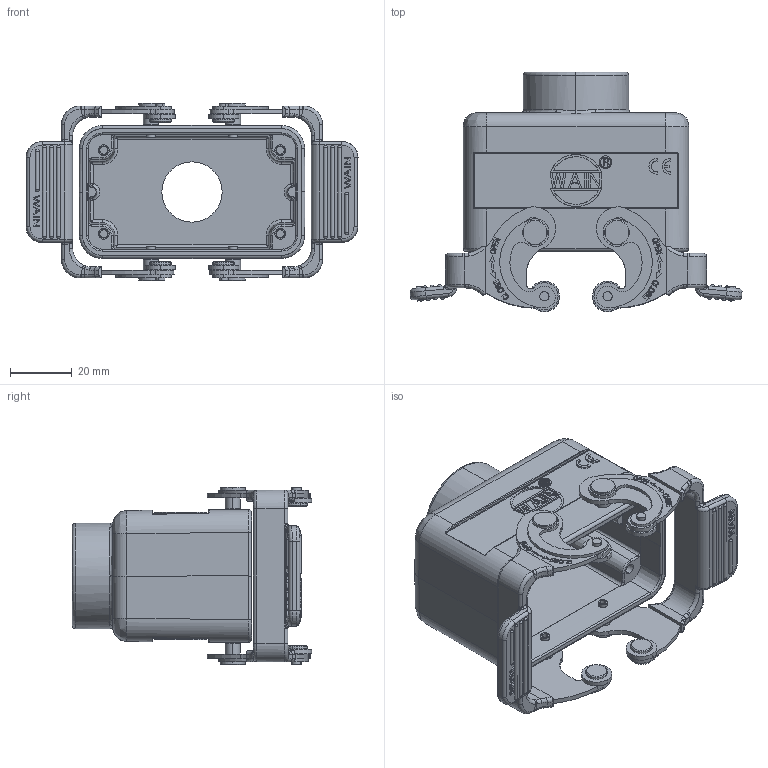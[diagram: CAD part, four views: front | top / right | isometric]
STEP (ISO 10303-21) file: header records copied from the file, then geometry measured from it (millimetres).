
FILE_DESCRIPTION(/* description */ (''),/* implementation_level */ '2;1');
FILE_NAME(/* name */ '3D_1240104411010_HV10B-TE-2L_SC-PG16_V1.1.stp',/* time_stamp */ '2023-12-21T15:08:16+08:00',/* author */ (''),/* organization */ (''),/* preprocessor_version */ 'ST-DEVELOPER v18.1',/* originating_system */ 'SIEMENS PLM Software NX 1980',/* authorisation */ '');
FILE_SCHEMA (('AUTOMOTIVE_DESIGN { 1 0 10303 214 3 1 1 1 }'));
Products named in the file (1): 145923B897D808o4
Bounding box: 107.26 x 77.33 x 57.5 mm (x, y, z)
Volume: 60391.8 mm3; surface area: 40114.1 mm2
Topology: 9 solids, 15 shells, 1627 faces, 4320 edges, 2846 vertices
Faces by surface type: plane 827, cylinder 437, torus 112, extrusion 90, cone 71, bspline 54, sphere 36
Full cylindrical faces by diameter (mm): 19.5 x1, 21.3 x1
Entity records: 64346 total; most frequent: CARTESIAN_POINT 17569, ORIENTED_EDGE 8534, DIRECTION 7382, EDGE_CURVE 4275, VERTEX_POINT 2844, AXIS2_PLACEMENT_3D 2541, VECTOR 2300, LINE 2210
